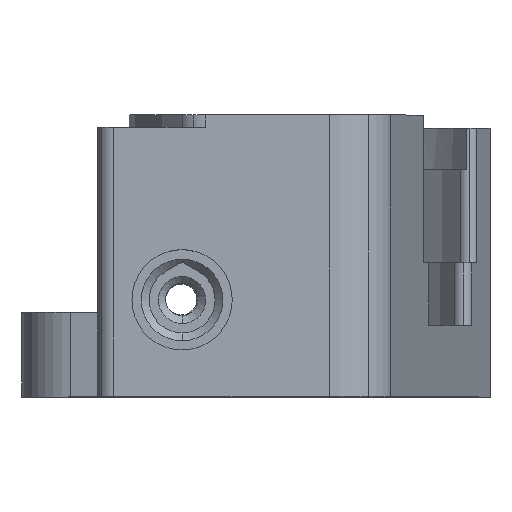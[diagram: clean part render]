
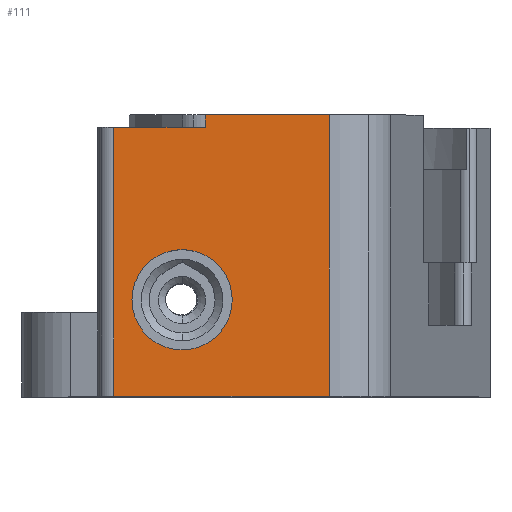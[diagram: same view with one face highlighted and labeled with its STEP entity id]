
A CAD part, top view. The second image highlights one B-rep face of the part: STEP entity #111.
In plain terms, the highlighted planar face has unit normal (0, 0, 1).
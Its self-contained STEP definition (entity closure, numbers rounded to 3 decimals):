
#111=ADVANCED_FACE('',(#337,#338),#339,.T.);
#337=FACE_BOUND('',#669,.T.);
#338=FACE_OUTER_BOUND('',#670,.T.);
#339=PLANE('',#671);
#669=EDGE_LOOP('',(#1386,#1387,#1388));
#670=EDGE_LOOP('',(#1389,#1390,#1391,#1392,#1393,#1394));
#671=AXIS2_PLACEMENT_3D('',#1395,#1396,#1397);
#1386=ORIENTED_EDGE('',*,*,#2530,.T.);
#1387=ORIENTED_EDGE('',*,*,#2272,.T.);
#1388=ORIENTED_EDGE('',*,*,#2531,.T.);
#1389=ORIENTED_EDGE('',*,*,#2528,.F.);
#1390=ORIENTED_EDGE('',*,*,#2512,.T.);
#1391=ORIENTED_EDGE('',*,*,#2532,.F.);
#1392=ORIENTED_EDGE('',*,*,#2533,.T.);
#1393=ORIENTED_EDGE('',*,*,#2534,.F.);
#1394=ORIENTED_EDGE('',*,*,#2535,.T.);
#1395=CARTESIAN_POINT('',(80.219,-20.775,11.142));
#1396=DIRECTION('',(0.0,0.0,1.0));
#1397=DIRECTION('',(1.0,0.0,0.0));
#2272=EDGE_CURVE('',#2742,#2739,#2743,.T.);
#2512=EDGE_CURVE('',#3189,#3187,#3190,.T.);
#2528=EDGE_CURVE('',#3189,#3214,#3215,.T.);
#2530=EDGE_CURVE('',#3217,#2742,#3218,.T.);
#2531=EDGE_CURVE('',#2739,#3217,#3219,.T.);
#2532=EDGE_CURVE('',#3220,#3187,#3221,.T.);
#2533=EDGE_CURVE('',#3220,#3222,#3223,.T.);
#2534=EDGE_CURVE('',#3224,#3222,#3225,.T.);
#2535=EDGE_CURVE('',#3224,#3214,#3226,.T.);
#2739=VERTEX_POINT('',#3520);
#2742=VERTEX_POINT('',#3524);
#2743=CIRCLE('',#3525,3.2);
#3187=VERTEX_POINT('',#4431);
#3189=VERTEX_POINT('',#4433);
#3190=LINE('',#4434,#4435);
#3214=VERTEX_POINT('',#4463);
#3215=LINE('',#4464,#4465);
#3217=VERTEX_POINT('',#4467);
#3218=CIRCLE('',#4468,3.2);
#3219=CIRCLE('',#4469,3.2);
#3220=VERTEX_POINT('',#4470);
#3221=LINE('',#4471,#4472);
#3222=VERTEX_POINT('',#4473);
#3223=LINE('',#4474,#4475);
#3224=VERTEX_POINT('',#4476);
#3225=LINE('',#4477,#4478);
#3226=LINE('',#4479,#4480);
#3520=CARTESIAN_POINT('',(73.55,-26.801,11.142));
#3524=CARTESIAN_POINT('',(73.55,-20.401,11.142));
#3525=AXIS2_PLACEMENT_3D('',#4904,#4905,#4906);
#4431=CARTESIAN_POINT('',(82.94,-29.751,11.142));
#4433=CARTESIAN_POINT('',(69.184,-29.751,11.142));
#4434=CARTESIAN_POINT('',(80.219,-29.751,11.142));
#4435=VECTOR('',#5348,1.0);
#4463=CARTESIAN_POINT('',(69.184,-12.6,11.142));
#4464=CARTESIAN_POINT('',(69.184,-20.7,11.142));
#4465=VECTOR('',#5386,1.0);
#4467=CARTESIAN_POINT('',(70.35,-23.601,11.142));
#4468=AXIS2_PLACEMENT_3D('',#5390,#5391,#5392);
#4469=AXIS2_PLACEMENT_3D('',#5393,#5394,#5395);
#4470=CARTESIAN_POINT('',(82.94,-11.8,11.142));
#4471=CARTESIAN_POINT('',(82.94,-20.775,11.142));
#4472=VECTOR('',#5396,1.0);
#4473=CARTESIAN_POINT('',(75.028,-11.8,11.142));
#4474=CARTESIAN_POINT('',(80.219,-11.8,11.142));
#4475=VECTOR('',#5397,1.0);
#4476=CARTESIAN_POINT('',(75.028,-12.6,11.142));
#4477=CARTESIAN_POINT('',(75.028,-12.2,11.142));
#4478=VECTOR('',#5398,1.0);
#4479=CARTESIAN_POINT('',(76.859,-12.6,11.142));
#4480=VECTOR('',#5399,1.0);
#4904=CARTESIAN_POINT('',(73.55,-23.601,11.142));
#4905=DIRECTION('',(-0.0,0.0,-1.0));
#4906=DIRECTION('',(0.,-1.0,0.0));
#5348=DIRECTION('',(1.0,0.0,0.0));
#5386=DIRECTION('',(-0.0,1.0,-0.0));
#5390=CARTESIAN_POINT('',(73.55,-23.601,11.142));
#5391=DIRECTION('',(-0.0,0.0,-1.0));
#5392=DIRECTION('',(0.,-1.0,0.0));
#5393=CARTESIAN_POINT('',(73.55,-23.601,11.142));
#5394=DIRECTION('',(-0.0,0.0,-1.0));
#5395=DIRECTION('',(0.,-1.0,0.0));
#5396=DIRECTION('',(-0.0,-1.0,-0.0));
#5397=DIRECTION('',(-1.0,0.0,0.0));
#5398=DIRECTION('',(-0.0,1.0,-0.0));
#5399=DIRECTION('',(-1.0,0.0,0.0));
